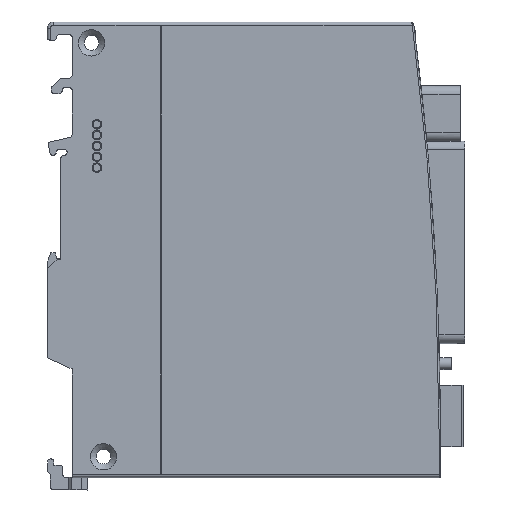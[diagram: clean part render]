
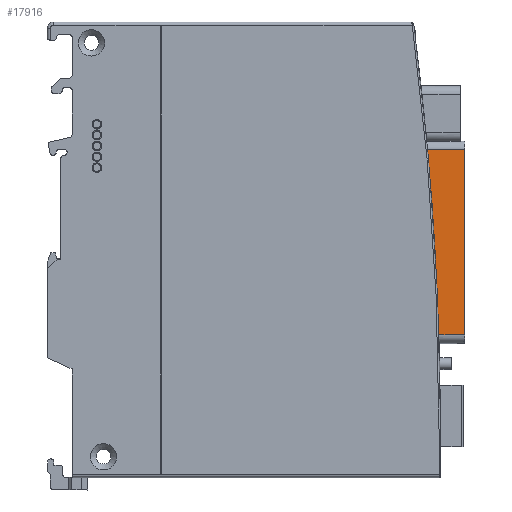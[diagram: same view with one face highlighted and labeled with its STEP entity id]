
A CAD part, left-side view. The second image highlights one B-rep face of the part: STEP entity #17916.
In plain terms, the highlighted planar face has unit normal (-1, 0, 0).
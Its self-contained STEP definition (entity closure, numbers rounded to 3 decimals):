
#16261=CIRCLE('',#64345,1000.);
#17916=ADVANCED_FACE('NONE',(#21632),#19891,.T.);
#19891=PLANE('',#64346);
#21632=FACE_OUTER_BOUND('',#23594,.T.);
#23594=EDGE_LOOP('',(#28737,#28738,#28739,#28740));
#28737=ORIENTED_EDGE('',*,*,#45347,.F.);
#28738=ORIENTED_EDGE('',*,*,#45363,.F.);
#28739=ORIENTED_EDGE('',*,*,#44682,.T.);
#28740=ORIENTED_EDGE('',*,*,#45350,.F.);
#38760=VERTEX_POINT('',#81431);
#38761=VERTEX_POINT('',#81432);
#39160=VERTEX_POINT('',#83216);
#39161=VERTEX_POINT('',#83218);
#44682=EDGE_CURVE('NONE',#38760,#38761,#51878,.T.);
#45347=EDGE_CURVE('NONE',#39160,#39161,#52356,.T.);
#45350=EDGE_CURVE('NONE',#39161,#38761,#52358,.T.);
#45363=EDGE_CURVE('NONE',#38760,#39160,#16261,.T.);
#51878=LINE('',#81430,#58247);
#52356=LINE('',#83217,#58725);
#52358=LINE('',#83223,#58727);
#58247=VECTOR('',#68312,1.);
#58725=VECTOR('',#69374,1.);
#58727=VECTOR('',#69380,1.);
#64345=AXIS2_PLACEMENT_3D('',#83248,#69402,#69403);
#64346=AXIS2_PLACEMENT_3D('',#83249,#69404,#69405);
#68312=DIRECTION('',(0.,0.,1.));
#69374=DIRECTION('',(0.,0.,1.));
#69380=DIRECTION('',(0.,-1.,0.));
#69402=DIRECTION('',(-1.,0.,0.));
#69403=DIRECTION('',(0.,-1.,0.));
#69404=DIRECTION('',(-1.,0.,0.));
#69405=DIRECTION('',(0.,-1.,0.));
#81430=CARTESIAN_POINT('',(-67.444,-17.953,-136.398));
#81431=CARTESIAN_POINT('',(-67.444,-17.953,-10.067));
#81432=CARTESIAN_POINT('',(-67.444,-17.953,-1.697));
#83216=CARTESIAN_POINT('',(-67.444,41.791,-13.715));
#83217=CARTESIAN_POINT('',(-67.444,41.791,-136.398));
#83218=CARTESIAN_POINT('',(-67.444,41.791,-1.697));
#83223=CARTESIAN_POINT('',(-67.444,41.791,-1.697));
#83248=CARTESIAN_POINT('',(-67.444,-49.012,-1009.584));
#83249=CARTESIAN_POINT('',(-67.444,41.791,-136.398));
